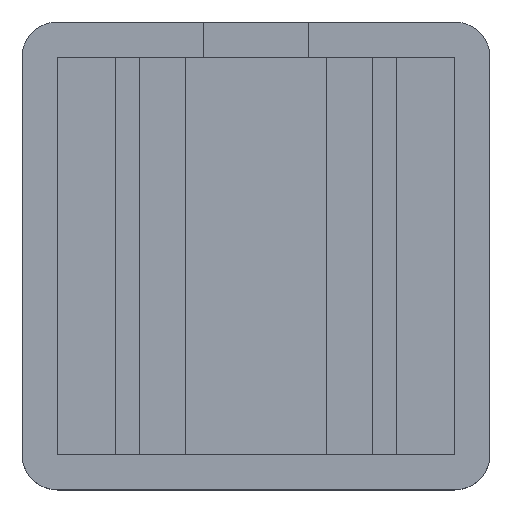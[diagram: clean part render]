
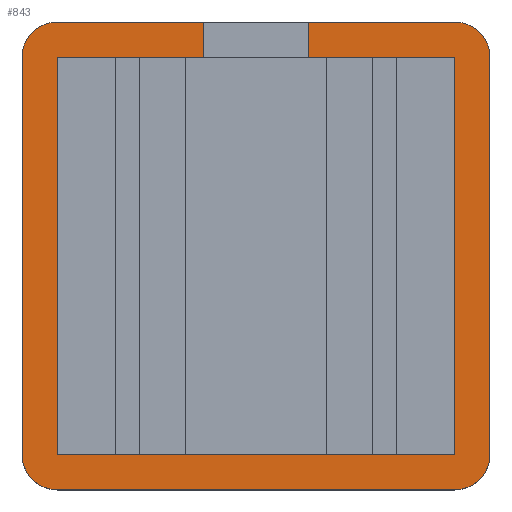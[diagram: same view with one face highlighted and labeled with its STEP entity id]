
A CAD part, top view. The second image highlights one B-rep face of the part: STEP entity #843.
In plain terms, the highlighted planar face has unit normal (0, 0, 1).
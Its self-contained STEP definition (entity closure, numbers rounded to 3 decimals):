
#295=CARTESIAN_POINT('Vertex',(-17.,17.,10.)) ;
#298=CARTESIAN_POINT('Line Origine',(-17.,0.,10.)) ;
#302=CARTESIAN_POINT('Vertex',(-17.,-17.,10.)) ;
#420=CARTESIAN_POINT('Vertex',(-17.,-20.,10.)) ;
#434=CARTESIAN_POINT('Vertex',(17.,-20.,10.)) ;
#437=CARTESIAN_POINT('Line Origine',(0.,-20.,10.)) ;
#465=CARTESIAN_POINT('Vertex',(20.,-17.,10.)) ;
#468=CARTESIAN_POINT('Axis2P3D Location',(17.,-17.,10.)) ;
#496=CARTESIAN_POINT('Vertex',(20.,17.,10.)) ;
#499=CARTESIAN_POINT('Line Origine',(20.,0.,10.)) ;
#527=CARTESIAN_POINT('Vertex',(17.,20.,10.)) ;
#530=CARTESIAN_POINT('Axis2P3D Location',(17.,17.,10.)) ;
#553=CARTESIAN_POINT('Vertex',(-17.,20.,10.)) ;
#567=CARTESIAN_POINT('Vertex',(-20.,17.,10.)) ;
#570=CARTESIAN_POINT('Axis2P3D Location',(-17.,17.,10.)) ;
#598=CARTESIAN_POINT('Vertex',(-20.,-17.,10.)) ;
#601=CARTESIAN_POINT('Line Origine',(-20.,0.,10.)) ;
#623=CARTESIAN_POINT('Axis2P3D Location',(-17.,-17.,10.)) ;
#687=CARTESIAN_POINT('Vertex',(17.,-17.,10.)) ;
#690=CARTESIAN_POINT('Line Origine',(17.,0.,10.)) ;
#694=CARTESIAN_POINT('Vertex',(17.,17.,10.)) ;
#758=CARTESIAN_POINT('Line Origine',(0.,-17.,10.)) ;
#782=CARTESIAN_POINT('Axis2P3D Location',(0.,0.,10.)) ;
#787=CARTESIAN_POINT('Line Origine',(-10.75,20.,10.)) ;
#791=CARTESIAN_POINT('Vertex',(-4.5,20.,10.)) ;
#794=CARTESIAN_POINT('Line Origine',(10.75,20.,10.)) ;
#798=CARTESIAN_POINT('Vertex',(4.5,20.,10.)) ;
#801=CARTESIAN_POINT('Line Origine',(4.5,18.5,10.)) ;
#805=CARTESIAN_POINT('Vertex',(4.5,17.,10.)) ;
#808=CARTESIAN_POINT('Line Origine',(10.75,17.,10.)) ;
#813=CARTESIAN_POINT('Line Origine',(-10.75,17.,10.)) ;
#817=CARTESIAN_POINT('Vertex',(-4.5,17.,10.)) ;
#820=CARTESIAN_POINT('Line Origine',(-4.5,18.5,10.)) ;
#299=DIRECTION('Vector Direction',(0.,-1.,0.)) ;
#438=DIRECTION('Vector Direction',(1.,0.,0.)) ;
#469=DIRECTION('Axis2P3D Direction',(0.,0.,1.)) ;
#500=DIRECTION('Vector Direction',(0.,1.,0.)) ;
#531=DIRECTION('Axis2P3D Direction',(0.,0.,1.)) ;
#571=DIRECTION('Axis2P3D Direction',(0.,0.,1.)) ;
#602=DIRECTION('Vector Direction',(0.,-1.,0.)) ;
#624=DIRECTION('Axis2P3D Direction',(0.,0.,1.)) ;
#691=DIRECTION('Vector Direction',(0.,1.,0.)) ;
#759=DIRECTION('Vector Direction',(1.,0.,0.)) ;
#783=DIRECTION('Axis2P3D Direction',(0.,0.,1.)) ;
#784=DIRECTION('Axis2P3D XDirection',(1.,0.,0.)) ;
#788=DIRECTION('Vector Direction',(-1.,0.,0.)) ;
#795=DIRECTION('Vector Direction',(-1.,0.,0.)) ;
#802=DIRECTION('Vector Direction',(0.,-1.,0.)) ;
#809=DIRECTION('Vector Direction',(1.,0.,0.)) ;
#814=DIRECTION('Vector Direction',(1.,0.,0.)) ;
#821=DIRECTION('Vector Direction',(0.,-1.,0.)) ;
#470=AXIS2_PLACEMENT_3D('Circle Axis2P3D',#468,#469,$) ;
#532=AXIS2_PLACEMENT_3D('Circle Axis2P3D',#530,#531,$) ;
#572=AXIS2_PLACEMENT_3D('Circle Axis2P3D',#570,#571,$) ;
#625=AXIS2_PLACEMENT_3D('Circle Axis2P3D',#623,#624,$) ;
#785=AXIS2_PLACEMENT_3D('Plane Axis2P3D',#782,#783,#784) ;
#826=ORIENTED_EDGE('',*,*,#793,.T.) ;
#827=ORIENTED_EDGE('',*,*,#574,.T.) ;
#828=ORIENTED_EDGE('',*,*,#605,.T.) ;
#829=ORIENTED_EDGE('',*,*,#627,.T.) ;
#830=ORIENTED_EDGE('',*,*,#441,.T.) ;
#831=ORIENTED_EDGE('',*,*,#472,.T.) ;
#832=ORIENTED_EDGE('',*,*,#503,.T.) ;
#833=ORIENTED_EDGE('',*,*,#534,.T.) ;
#834=ORIENTED_EDGE('',*,*,#800,.T.) ;
#835=ORIENTED_EDGE('',*,*,#807,.T.) ;
#836=ORIENTED_EDGE('',*,*,#812,.T.) ;
#837=ORIENTED_EDGE('',*,*,#696,.T.) ;
#838=ORIENTED_EDGE('',*,*,#762,.T.) ;
#839=ORIENTED_EDGE('',*,*,#304,.F.) ;
#840=ORIENTED_EDGE('',*,*,#819,.T.) ;
#841=ORIENTED_EDGE('',*,*,#824,.F.) ;
#300=VECTOR('Line Direction',#299,1.) ;
#439=VECTOR('Line Direction',#438,1.) ;
#501=VECTOR('Line Direction',#500,1.) ;
#603=VECTOR('Line Direction',#602,1.) ;
#692=VECTOR('Line Direction',#691,1.) ;
#760=VECTOR('Line Direction',#759,1.) ;
#789=VECTOR('Line Direction',#788,1.) ;
#796=VECTOR('Line Direction',#795,1.) ;
#803=VECTOR('Line Direction',#802,1.) ;
#810=VECTOR('Line Direction',#809,1.) ;
#815=VECTOR('Line Direction',#814,1.) ;
#822=VECTOR('Line Direction',#821,1.) ;
#843=ADVANCED_FACE('Corps principal',(#842),#786,.T.) ;
#471=CIRCLE('generated circle',#470,3.) ;
#533=CIRCLE('generated circle',#532,3.) ;
#573=CIRCLE('generated circle',#572,3.) ;
#626=CIRCLE('generated circle',#625,3.) ;
#304=EDGE_CURVE('',#296,#303,#301,.T.) ;
#441=EDGE_CURVE('',#421,#435,#440,.T.) ;
#472=EDGE_CURVE('',#435,#466,#471,.T.) ;
#503=EDGE_CURVE('',#466,#497,#502,.T.) ;
#534=EDGE_CURVE('',#497,#528,#533,.T.) ;
#574=EDGE_CURVE('',#554,#568,#573,.T.) ;
#605=EDGE_CURVE('',#568,#599,#604,.T.) ;
#627=EDGE_CURVE('',#599,#421,#626,.T.) ;
#696=EDGE_CURVE('',#695,#688,#693,.F.) ;
#762=EDGE_CURVE('',#688,#303,#761,.F.) ;
#793=EDGE_CURVE('',#792,#554,#790,.T.) ;
#800=EDGE_CURVE('',#528,#799,#797,.T.) ;
#807=EDGE_CURVE('',#799,#806,#804,.T.) ;
#812=EDGE_CURVE('',#806,#695,#811,.T.) ;
#819=EDGE_CURVE('',#296,#818,#816,.T.) ;
#824=EDGE_CURVE('',#792,#818,#823,.T.) ;
#825=EDGE_LOOP('',(#826,#827,#828,#829,#830,#831,#832,#833,#834,#835,#836,#837,#838,#839,#840,#841)) ;
#842=FACE_OUTER_BOUND('',#825,.T.) ;
#301=LINE('Line',#298,#300) ;
#440=LINE('Line',#437,#439) ;
#502=LINE('Line',#499,#501) ;
#604=LINE('Line',#601,#603) ;
#693=LINE('Line',#690,#692) ;
#761=LINE('Line',#758,#760) ;
#790=LINE('Line',#787,#789) ;
#797=LINE('Line',#794,#796) ;
#804=LINE('Line',#801,#803) ;
#811=LINE('Line',#808,#810) ;
#816=LINE('Line',#813,#815) ;
#823=LINE('Line',#820,#822) ;
#786=PLANE('Plane',#785) ;
#296=VERTEX_POINT('',#295) ;
#303=VERTEX_POINT('',#302) ;
#421=VERTEX_POINT('',#420) ;
#435=VERTEX_POINT('',#434) ;
#466=VERTEX_POINT('',#465) ;
#497=VERTEX_POINT('',#496) ;
#528=VERTEX_POINT('',#527) ;
#554=VERTEX_POINT('',#553) ;
#568=VERTEX_POINT('',#567) ;
#599=VERTEX_POINT('',#598) ;
#688=VERTEX_POINT('',#687) ;
#695=VERTEX_POINT('',#694) ;
#792=VERTEX_POINT('',#791) ;
#799=VERTEX_POINT('',#798) ;
#806=VERTEX_POINT('',#805) ;
#818=VERTEX_POINT('',#817) ;
